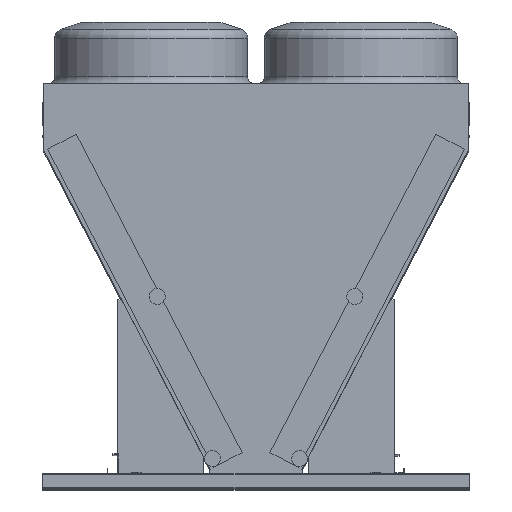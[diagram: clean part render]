
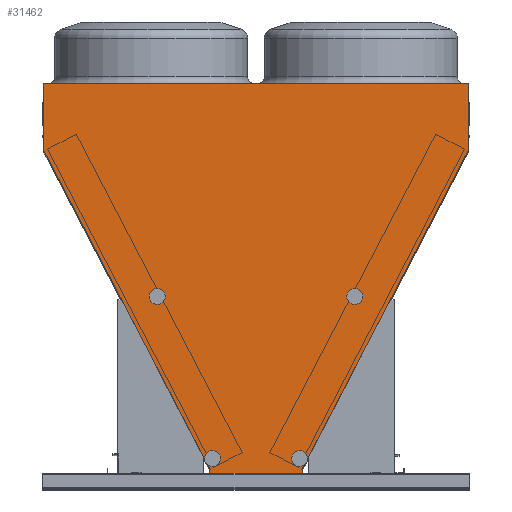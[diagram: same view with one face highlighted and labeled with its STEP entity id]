
A CAD part, top view. The second image highlights one B-rep face of the part: STEP entity #31462.
In plain terms, the highlighted planar face has unit normal (0, 0, 1).
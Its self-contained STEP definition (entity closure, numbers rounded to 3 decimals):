
#17 = EDGE_CURVE ( 'NONE', #19030, #19876, #23448, .T. ) ;
#85 = LINE ( 'NONE', #856, #34553 ) ;
#171 = VERTEX_POINT ( 'NONE', #3792 ) ;
#261 = CARTESIAN_POINT ( 'NONE',  ( 1127.607, 1711.053, 0. ) ) ;
#328 = LINE ( 'NONE', #8392, #21331 ) ;
#856 = CARTESIAN_POINT ( 'NONE',  ( 246.893, 17.358, 0. ) ) ;
#958 = LINE ( 'NONE', #22413, #22791 ) ;
#1374 = VECTOR ( 'NONE', #31418, 1000. ) ;
#2023 = CARTESIAN_POINT ( 'NONE',  ( -246.893, 1.482, 0. ) ) ;
#2326 = ORIENTED_EDGE ( 'NONE', *, *, #16254, .T. ) ;
#2738 = CARTESIAN_POINT ( 'NONE',  ( -1127.739, 1711.053, 0. ) ) ;
#3172 = CARTESIAN_POINT ( 'NONE',  ( 0., 0., 0. ) ) ;
#3209 = CARTESIAN_POINT ( 'NONE',  ( -1136.282, 1727.462, 0. ) ) ;
#3216 = CARTESIAN_POINT ( 'NONE',  ( 279.893, 1.482, 0. ) ) ;
#3678 = DIRECTION ( 'NONE',  ( -0.463, 0.886, 0. ) ) ;
#3792 = CARTESIAN_POINT ( 'NONE',  ( -1126.246, 1711.83, 0. ) ) ;
#3809 = DIRECTION ( 'NONE',  ( 1., 0., 0. ) ) ;
#4461 = VECTOR ( 'NONE', #16779, 1000. ) ;
#4626 = CARTESIAN_POINT ( 'NONE',  ( 1136.15, 2083.62, 0. ) ) ;
#5720 = VERTEX_POINT ( 'NONE', #2023 ) ;
#5790 = DIRECTION ( 'NONE',  ( -1., 0., 0. ) ) ;
#5847 = CARTESIAN_POINT ( 'NONE',  ( 279.893, 0., 0. ) ) ;
#5863 = LINE ( 'NONE', #22892, #12238 ) ;
#5870 = PLANE ( 'NONE',  #27340 ) ;
#5901 = DIRECTION ( 'NONE',  ( 0., 1., 0. ) ) ;
#5995 = DIRECTION ( 'NONE',  ( -1., 0., 0. ) ) ;
#6316 = VECTOR ( 'NONE', #19152, 1000. ) ;
#6658 = VERTEX_POINT ( 'NONE', #18407 ) ;
#6786 = CARTESIAN_POINT ( 'NONE',  ( -245.403, 20.223, 0. ) ) ;
#6835 = VECTOR ( 'NONE', #23657, 1000. ) ;
#7222 = VECTOR ( 'NONE', #29651, 1000. ) ;
#7246 = VECTOR ( 'NONE', #19374, 1000. ) ;
#8294 = EDGE_CURVE ( 'NONE', #31690, #34812, #26754, .T. ) ;
#8392 = CARTESIAN_POINT ( 'NONE',  ( -246.893, 17.358, 0. ) ) ;
#8545 = ORIENTED_EDGE ( 'NONE', *, *, #17125, .T. ) ;
#8693 = VECTOR ( 'NONE', #23558, 1000. ) ;
#8994 = CARTESIAN_POINT ( 'NONE',  ( 1127.607, 1711.053, 0. ) ) ;
#9365 = DIRECTION ( 'NONE',  ( 0., 1., 0. ) ) ;
#9381 = VECTOR ( 'NONE', #3809, 1000. ) ;
#9480 = DIRECTION ( 'NONE',  ( 0.462, -0.887, 0. ) ) ;
#9542 = CARTESIAN_POINT ( 'NONE',  ( 1136.15, 1727.462, 0. ) ) ;
#9670 = VERTEX_POINT ( 'NONE', #6786 ) ;
#9975 = EDGE_LOOP ( 'NONE', ( #20561, #17236, #17113, #13136, #13786, #2326, #28184, #27965, #18976, #27453, #34660, #14740, #20497, #28134, #19315, #8545, #21638, #34858 ) ) ;
#10095 = EDGE_CURVE ( 'NONE', #34812, #28443, #18122, .T. ) ;
#10428 = EDGE_CURVE ( 'NONE', #5720, #20718, #15961, .T. ) ;
#11106 = LINE ( 'NONE', #14979, #9381 ) ;
#11406 = LINE ( 'NONE', #25709, #25794 ) ;
#11975 = DIRECTION ( 'NONE',  ( 0., -1., 0. ) ) ;
#12238 = VECTOR ( 'NONE', #9365, 1000. ) ;
#12710 = VECTOR ( 'NONE', #11975, 1000. ) ;
#13136 = ORIENTED_EDGE ( 'NONE', *, *, #25373, .T. ) ;
#13459 = VECTOR ( 'NONE', #35303, 1000. ) ;
#13786 = ORIENTED_EDGE ( 'NONE', *, *, #23748, .T. ) ;
#13800 = VERTEX_POINT ( 'NONE', #23763 ) ;
#14393 = VECTOR ( 'NONE', #21536, 1000. ) ;
#14435 = LINE ( 'NONE', #2738, #6316 ) ;
#14740 = ORIENTED_EDGE ( 'NONE', *, *, #26127, .T. ) ;
#14952 = CARTESIAN_POINT ( 'NONE',  ( 1136.15, 2083.62, 0. ) ) ;
#14979 = CARTESIAN_POINT ( 'NONE',  ( 279.893, 0., 0. ) ) ;
#15309 = CARTESIAN_POINT ( 'NONE',  ( 1127.607, 1711.053, 0. ) ) ;
#15319 = LINE ( 'NONE', #30117, #7222 ) ;
#15961 = LINE ( 'NONE', #18180, #8693 ) ;
#16011 = CARTESIAN_POINT ( 'NONE',  ( 245.39, 20.232, 0. ) ) ;
#16254 = EDGE_CURVE ( 'NONE', #29557, #5720, #27855, .T. ) ;
#16325 = VECTOR ( 'NONE', #5901, 1000. ) ;
#16779 = DIRECTION ( 'NONE',  ( 0.462, 0.887, 0. ) ) ;
#17113 = ORIENTED_EDGE ( 'NONE', *, *, #25867, .T. ) ;
#17125 = EDGE_CURVE ( 'NONE', #32790, #31690, #18185, .T. ) ;
#17198 = EDGE_CURVE ( 'NONE', #28443, #18827, #958, .T. ) ;
#17236 = ORIENTED_EDGE ( 'NONE', *, *, #26169, .T. ) ;
#17249 = EDGE_CURVE ( 'NONE', #6658, #26121, #85, .T. ) ;
#17427 = EDGE_CURVE ( 'NONE', #31942, #32790, #29491, .T. ) ;
#18012 = FACE_OUTER_BOUND ( 'NONE', #9975, .T. ) ;
#18122 = LINE ( 'NONE', #32861, #31536 ) ;
#18180 = CARTESIAN_POINT ( 'NONE',  ( -279.893, 1.482, 0. ) ) ;
#18185 = LINE ( 'NONE', #261, #4461 ) ;
#18407 = CARTESIAN_POINT ( 'NONE',  ( 246.893, 17.358, 0. ) ) ;
#18754 = CARTESIAN_POINT ( 'NONE',  ( -1127.739, 1711.053, 0. ) ) ;
#18827 = VERTEX_POINT ( 'NONE', #3209 ) ;
#18976 = ORIENTED_EDGE ( 'NONE', *, *, #24589, .T. ) ;
#19030 = VERTEX_POINT ( 'NONE', #28626 ) ;
#19152 = DIRECTION ( 'NONE',  ( 0.887, 0.462, 0. ) ) ;
#19212 = CARTESIAN_POINT ( 'NONE',  ( -246.893, 17.358, 0. ) ) ;
#19315 = ORIENTED_EDGE ( 'NONE', *, *, #17427, .T. ) ;
#19374 = DIRECTION ( 'NONE',  ( -1., 0., 0. ) ) ;
#19876 = VERTEX_POINT ( 'NONE', #3216 ) ;
#19955 = LINE ( 'NONE', #28195, #12710 ) ;
#20074 = CARTESIAN_POINT ( 'NONE',  ( 245.39, 20.232, 0. ) ) ;
#20497 = ORIENTED_EDGE ( 'NONE', *, *, #17249, .T. ) ;
#20561 = ORIENTED_EDGE ( 'NONE', *, *, #17198, .T. ) ;
#20718 = VERTEX_POINT ( 'NONE', #23192 ) ;
#21331 = VECTOR ( 'NONE', #30028, 1000. ) ;
#21536 = DIRECTION ( 'NONE',  ( 0.462, 0.887, 0. ) ) ;
#21638 = ORIENTED_EDGE ( 'NONE', *, *, #8294, .T. ) ;
#21656 = EDGE_CURVE ( 'NONE', #20718, #13800, #19955, .T. ) ;
#22061 = LINE ( 'NONE', #35259, #7246 ) ;
#22268 = DIRECTION ( 'NONE',  ( 0., 0., -1. ) ) ;
#22287 = CARTESIAN_POINT ( 'NONE',  ( -1136.282, 2083.62, 0. ) ) ;
#22413 = CARTESIAN_POINT ( 'NONE',  ( -1136.282, 1727.462, 0. ) ) ;
#22528 = DIRECTION ( 'NONE',  ( 0., -1., 0. ) ) ;
#22791 = VECTOR ( 'NONE', #22528, 1000. ) ;
#22892 = CARTESIAN_POINT ( 'NONE',  ( 246.893, 17.358, 0. ) ) ;
#23192 = CARTESIAN_POINT ( 'NONE',  ( -279.893, 1.482, 0. ) ) ;
#23448 = LINE ( 'NONE', #5847, #16325 ) ;
#23558 = DIRECTION ( 'NONE',  ( -1., 0., 0. ) ) ;
#23657 = DIRECTION ( 'NONE',  ( 0., 1., 0. ) ) ;
#23748 = EDGE_CURVE ( 'NONE', #9670, #29557, #328, .T. ) ;
#23763 = CARTESIAN_POINT ( 'NONE',  ( -279.893, 0., 0. ) ) ;
#24108 = CARTESIAN_POINT ( 'NONE',  ( 1126.218, 1711.776, 0. ) ) ;
#24589 = EDGE_CURVE ( 'NONE', #13800, #19030, #11106, .T. ) ;
#25373 = EDGE_CURVE ( 'NONE', #171, #9670, #15319, .T. ) ;
#25709 = CARTESIAN_POINT ( 'NONE',  ( -1127.739, 1711.053, 0. ) ) ;
#25794 = VECTOR ( 'NONE', #9480, 1000. ) ;
#25867 = EDGE_CURVE ( 'NONE', #31286, #171, #14435, .T. ) ;
#26121 = VERTEX_POINT ( 'NONE', #20074 ) ;
#26127 = EDGE_CURVE ( 'NONE', #30369, #6658, #5863, .T. ) ;
#26169 = EDGE_CURVE ( 'NONE', #18827, #31286, #11406, .T. ) ;
#26754 = LINE ( 'NONE', #4626, #6835 ) ;
#27340 = AXIS2_PLACEMENT_3D ( 'NONE', #3172, #22268, #5995 ) ;
#27453 = ORIENTED_EDGE ( 'NONE', *, *, #17, .T. ) ;
#27855 = LINE ( 'NONE', #19212, #13459 ) ;
#27965 = ORIENTED_EDGE ( 'NONE', *, *, #21656, .T. ) ;
#28092 = CARTESIAN_POINT ( 'NONE',  ( -246.893, 17.358, 0. ) ) ;
#28134 = ORIENTED_EDGE ( 'NONE', *, *, #35033, .T. ) ;
#28184 = ORIENTED_EDGE ( 'NONE', *, *, #10428, .T. ) ;
#28195 = CARTESIAN_POINT ( 'NONE',  ( -279.893, 0., 0. ) ) ;
#28443 = VERTEX_POINT ( 'NONE', #22287 ) ;
#28626 = CARTESIAN_POINT ( 'NONE',  ( 279.893, 0., 0. ) ) ;
#28732 = LINE ( 'NONE', #16011, #14393 ) ;
#29491 = LINE ( 'NONE', #15309, #1374 ) ;
#29557 = VERTEX_POINT ( 'NONE', #28092 ) ;
#29651 = DIRECTION ( 'NONE',  ( 0.462, -0.887, 0. ) ) ;
#30028 = DIRECTION ( 'NONE',  ( -0.461, -0.887, 0. ) ) ;
#30117 = CARTESIAN_POINT ( 'NONE',  ( -245.403, 20.223, 0. ) ) ;
#30369 = VERTEX_POINT ( 'NONE', #33360 ) ;
#31286 = VERTEX_POINT ( 'NONE', #18754 ) ;
#31418 = DIRECTION ( 'NONE',  ( 0.887, -0.462, 0. ) ) ;
#31462 = ADVANCED_FACE ( 'NONE', ( #18012 ), #5870, .F. ) ;
#31536 = VECTOR ( 'NONE', #5790, 1000. ) ;
#31690 = VERTEX_POINT ( 'NONE', #9542 ) ;
#31942 = VERTEX_POINT ( 'NONE', #24108 ) ;
#32790 = VERTEX_POINT ( 'NONE', #8994 ) ;
#32861 = CARTESIAN_POINT ( 'NONE',  ( -1136.282, 2083.62, 0. ) ) ;
#33360 = CARTESIAN_POINT ( 'NONE',  ( 246.893, 1.482, 0. ) ) ;
#33900 = EDGE_CURVE ( 'NONE', #19876, #30369, #22061, .T. ) ;
#34553 = VECTOR ( 'NONE', #3678, 1000. ) ;
#34660 = ORIENTED_EDGE ( 'NONE', *, *, #33900, .T. ) ;
#34812 = VERTEX_POINT ( 'NONE', #14952 ) ;
#34858 = ORIENTED_EDGE ( 'NONE', *, *, #10095, .T. ) ;
#35033 = EDGE_CURVE ( 'NONE', #26121, #31942, #28732, .T. ) ;
#35259 = CARTESIAN_POINT ( 'NONE',  ( 279.893, 1.482, 0. ) ) ;
#35303 = DIRECTION ( 'NONE',  ( 0., -1., 0. ) ) ;
